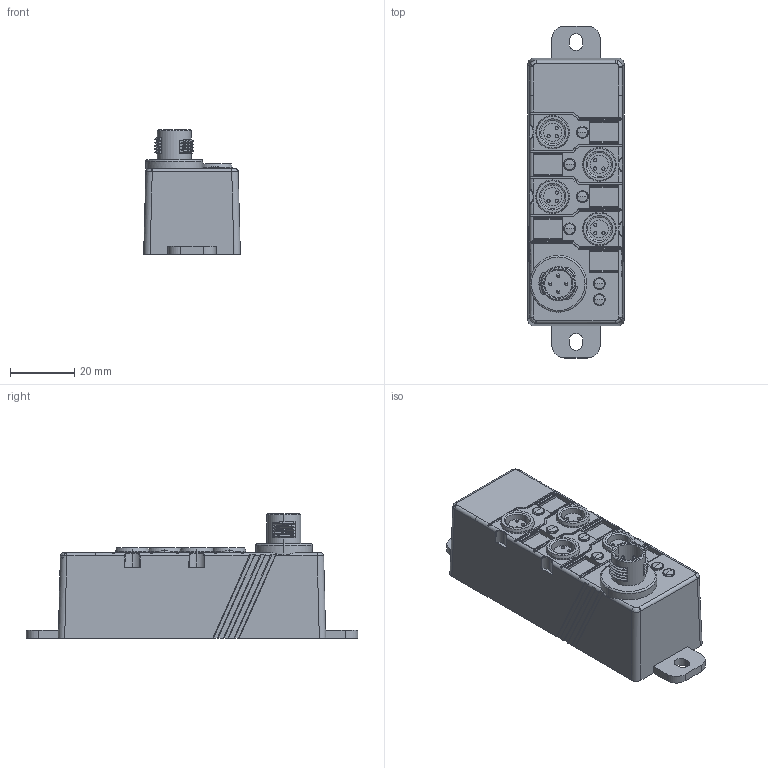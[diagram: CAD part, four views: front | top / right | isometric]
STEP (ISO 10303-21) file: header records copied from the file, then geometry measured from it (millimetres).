
FILE_DESCRIPTION((''),'2;1');
FILE_NAME('DM_CAD-2222_188850','2016-01-19T',('Creinig-se'),(''),'PRO/ENGINEER BY PARAMETRIC TECHNOLOGY CORPORATION, 2013050','PRO/ENGINEER BY PARAMETRIC TECHNOLOGY CORPORATION, 2013050','');
FILE_SCHEMA(('CONFIG_CONTROL_DESIGN'));
Length unit declared in the file: millimetre
Products named in the file (1): DM_CAD-2222_188850
Bounding box: 30 x 103 x 38.6 mm (x, y, z)
Volume: 64785.3 mm3; surface area: 13981.3 mm2
Topology: 1 solids, 11 shells, 539 faces, 1408 edges, 919 vertices
Faces by surface type: cylinder 178, plane 178, bspline 102, cone 50, torus 16, sphere 12, extrusion 3
Entity records: 30547 total; most frequent: CARTESIAN_POINT 11555, ORIENTED_EDGE 2792, DIRECTION 2272, PRESENTATION_STYLE_ASSIGNMENT 1583, STYLED_ITEM 1399, CURVE_STYLE 1398, EDGE_CURVE 1396, VERTEX_POINT 919
